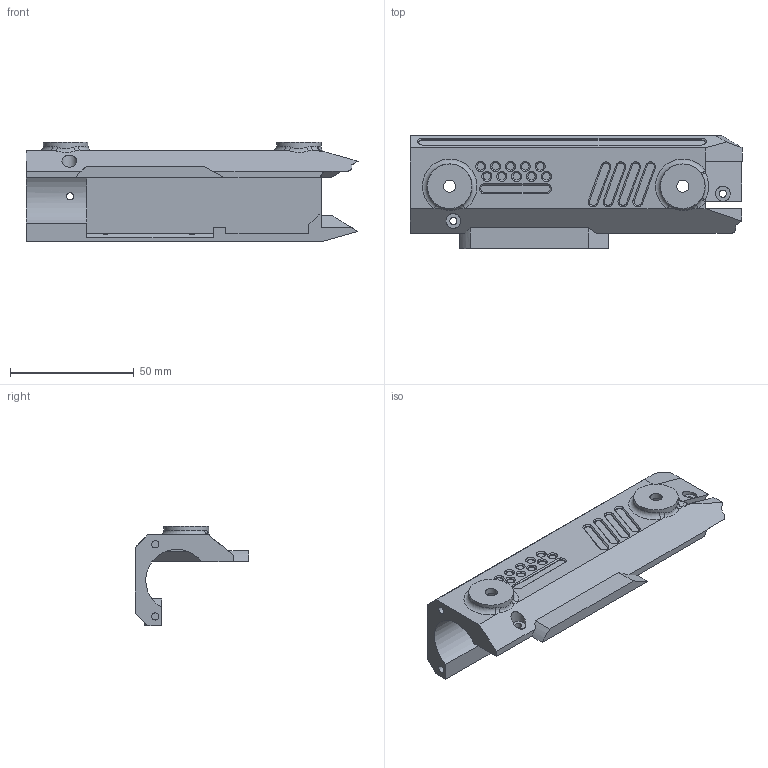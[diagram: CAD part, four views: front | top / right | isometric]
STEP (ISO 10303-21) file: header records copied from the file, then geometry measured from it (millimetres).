
FILE_DESCRIPTION(/* description */ (''),/* implementation_level */ '2;1');
FILE_NAME(/* name */ 'leftmonolithicholdster v1.step',/* time_stamp */ '2022-11-20T15:13:10-05:00',/* author */ (''),/* organization */ (''),/* preprocessor_version */ 'ST-DEVELOPER v19.2',/* originating_system */ 'Autodesk Translation Framework v11.17.0.187',/* authorisation */ '');
FILE_SCHEMA (('AUTOMOTIVE_DESIGN { 1 0 10303 214 3 1 1 }'));
Length unit declared in the file: millimetre
Products named in the file (1): leftmonolithicholdster
Bounding box: 133.89 x 45.6 x 40.1 mm (x, y, z)
Volume: 42015.3 mm3; surface area: 24761.5 mm2
Topology: 1 solids, 1 shells, 231 faces, 586 edges, 377 vertices
Faces by surface type: plane 145, cylinder 45, cone 29, bspline 9, torus 3
Full cylindrical faces by diameter (mm): 2.9 x5, 3 x10, 3.9 x2, 4.9 x2, 6 x2, 18 x2
Entity records: 7351 total; most frequent: CARTESIAN_POINT 1459, DIRECTION 1177, ORIENTED_EDGE 1172, EDGE_CURVE 586, LINE 403, VECTOR 403, AXIS2_PLACEMENT_3D 387, VERTEX_POINT 377
